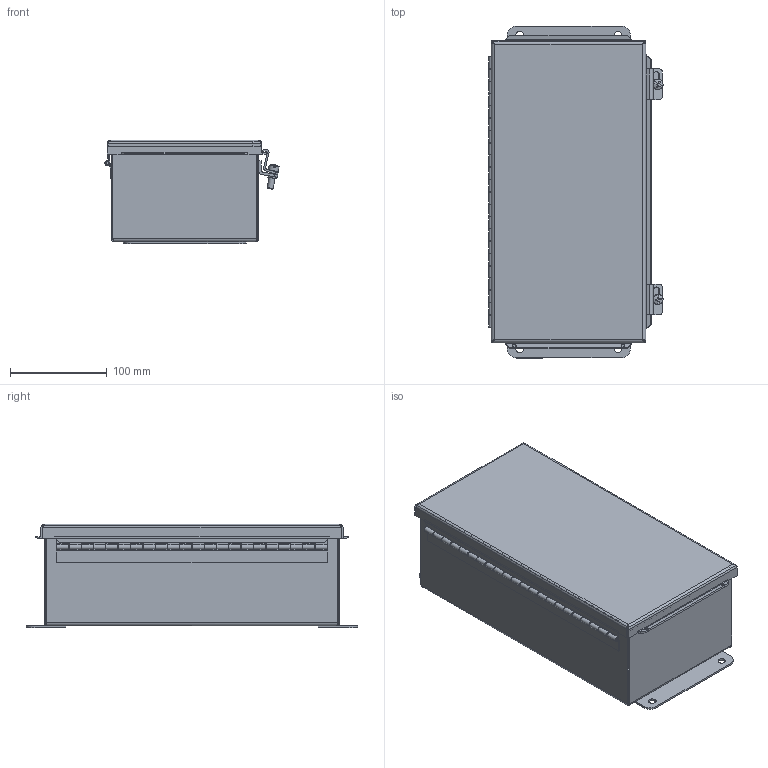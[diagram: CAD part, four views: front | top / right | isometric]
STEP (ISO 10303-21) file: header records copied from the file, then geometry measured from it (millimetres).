
FILE_DESCRIPTION(/* description */ ('JIC,CS,CONT HINGE,12X6X4'),/* implementation_level */ '2;1');
FILE_NAME(/* name */ 'B120604CH.stp',/* time_stamp */ '2021-10-23T15:48:05-05:00',/* author */ ('DN'),/* organization */ (''),/* preprocessor_version */ 'ST-DEVELOPER v18',/* originating_system */ 'Autodesk Inventor 2020',/* authorisation */ '');
FILE_SCHEMA (('AUTOMOTIVE_DESIGN { 1 0 10303 214 3 1 1 }'));
Length unit declared in the file: inch
Products named in the file (14): B120604CH; 3499; 3482; C1001; C1002; 372134; B_120604_BKP; 328123; 328123LH; 328123P; 328123TH; 316166 (12x6); 38811; B_1206CH_LID
Assembly tree (21 placements, depth 3):
  B120604CH
    3499  x4
    3482  x2
    C1001  x2
    C1002  x2
    372134  x2
    B_120604_BKP
    328123
      328123LH
      328123P
      328123TH
    316166 (12x6)  x2
    38811
    B_1206CH_LID
Bounding box: 179.88 x 342.9 x 107.04 mm (x, y, z)
Volume: 424299.9 mm3; surface area: 518778.7 mm2
Topology: 20 solids, 20 shells, 505 faces, 1269 edges, 813 vertices
Faces by surface type: plane 319, cylinder 131, bspline 46, sphere 4, cone 3, torus 2
Full cylindrical faces by diameter (mm): 2.54 x1, 2.957 x22, 3.556 x2, 3.962 x4, 4.826 x1, 4.978 x2, 6.35 x3, 7.62 x4, 7.874 x4, 8.738 x2, 10.402 x2, 15.875 x4
Entity records: 13646 total; most frequent: CARTESIAN_POINT 3145, ORIENTED_EDGE 2014, DIRECTION 1936, EDGE_CURVE 1007, LINE 738, VECTOR 738, VERTEX_POINT 635, AXIS2_PLACEMENT_3D 599
